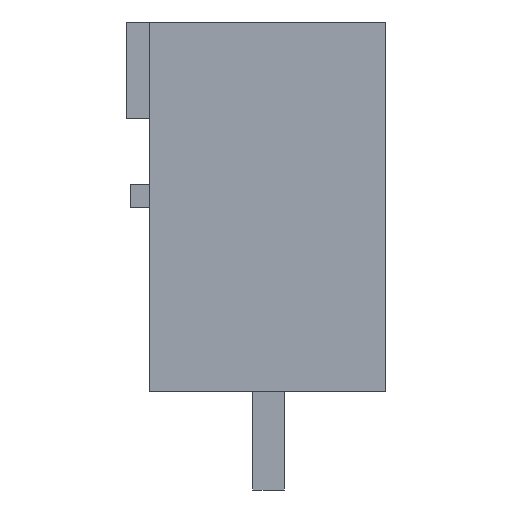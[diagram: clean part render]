
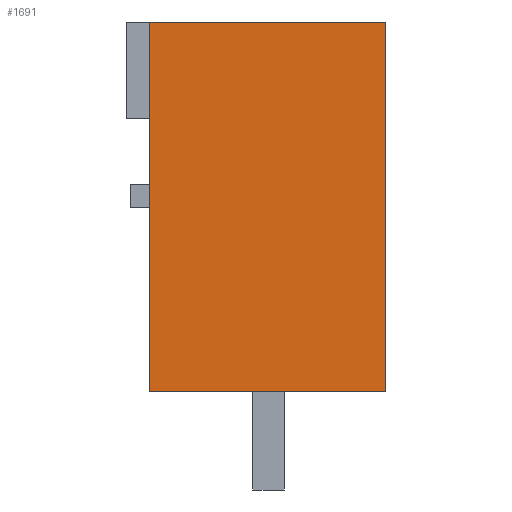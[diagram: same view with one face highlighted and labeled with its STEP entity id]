
A CAD part, left-side view. The second image highlights one B-rep face of the part: STEP entity #1691.
In plain terms, the highlighted planar face has unit normal (-1, 0, 0).
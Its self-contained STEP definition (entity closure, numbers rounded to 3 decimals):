
#1678=AXIS2_PLACEMENT_3D('Plane Axis2P3D',#1675,#1676,#1677) ;
#89=CARTESIAN_POINT('Vertex',(0.,0.,15.2)) ;
#124=CARTESIAN_POINT('Vertex',(0.,7.68,15.2)) ;
#127=CARTESIAN_POINT('Line Origine',(0.,3.84,15.2)) ;
#983=CARTESIAN_POINT('Line Origine',(0.,0.,9.2)) ;
#987=CARTESIAN_POINT('Vertex',(0.,0.,3.2)) ;
#1171=CARTESIAN_POINT('Vertex',(0.,7.68,3.2)) ;
#1174=CARTESIAN_POINT('Line Origine',(0.,7.68,9.2)) ;
#1675=CARTESIAN_POINT('Axis2P3D Location',(0.,-1.066,15.2)) ;
#1680=CARTESIAN_POINT('Line Origine',(0.,3.84,3.2)) ;
#128=DIRECTION('Vector Direction',(0.,1.,0.)) ;
#984=DIRECTION('Vector Direction',(0.,0.,-1.)) ;
#1175=DIRECTION('Vector Direction',(0.,0.,-1.)) ;
#1676=DIRECTION('Axis2P3D Direction',(-1.,0.,0.)) ;
#1677=DIRECTION('Axis2P3D XDirection',(0.,1.,0.)) ;
#1681=DIRECTION('Vector Direction',(0.,1.,0.)) ;
#129=VECTOR('Line Direction',#128,1.) ;
#985=VECTOR('Line Direction',#984,1.) ;
#1176=VECTOR('Line Direction',#1175,1.) ;
#1682=VECTOR('Line Direction',#1681,1.) ;
#1686=ORIENTED_EDGE('',*,*,#131,.T.) ;
#1687=ORIENTED_EDGE('',*,*,#1178,.T.) ;
#1688=ORIENTED_EDGE('',*,*,#1684,.F.) ;
#1689=ORIENTED_EDGE('',*,*,#989,.F.) ;
#1691=ADVANCED_FACE('Body',(#1690),#1679,.T.) ;
#131=EDGE_CURVE('',#90,#125,#130,.T.) ;
#989=EDGE_CURVE('',#90,#988,#986,.T.) ;
#1178=EDGE_CURVE('',#125,#1172,#1177,.T.) ;
#1684=EDGE_CURVE('',#988,#1172,#1683,.T.) ;
#1685=EDGE_LOOP('',(#1686,#1687,#1688,#1689)) ;
#1690=FACE_OUTER_BOUND('',#1685,.T.) ;
#130=LINE('Line',#127,#129) ;
#986=LINE('Line',#983,#985) ;
#1177=LINE('Line',#1174,#1176) ;
#1683=LINE('Line',#1680,#1682) ;
#1679=PLANE('',#1678) ;
#90=VERTEX_POINT('',#89) ;
#125=VERTEX_POINT('',#124) ;
#988=VERTEX_POINT('',#987) ;
#1172=VERTEX_POINT('',#1171) ;
